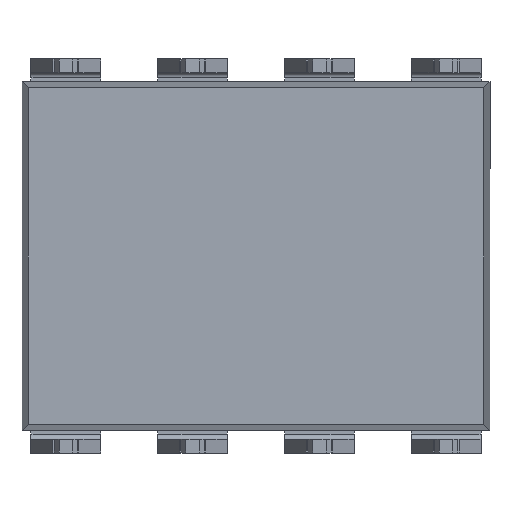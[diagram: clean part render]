
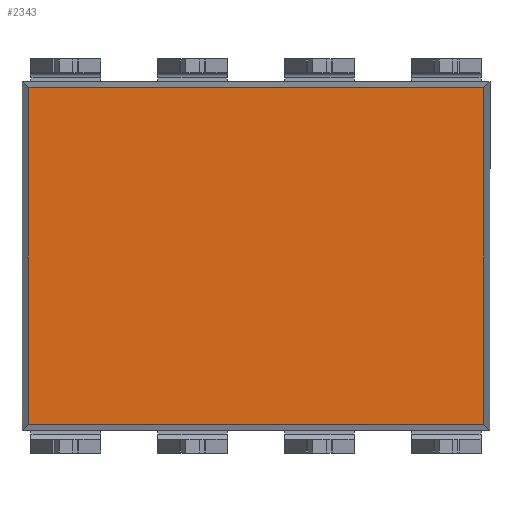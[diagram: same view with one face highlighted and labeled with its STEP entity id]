
A CAD part, front view. The second image highlights one B-rep face of the part: STEP entity #2343.
In plain terms, the highlighted planar face has unit normal (0, -1, 0).
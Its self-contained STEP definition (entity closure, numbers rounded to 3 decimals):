
#151 = CARTESIAN_POINT ( 'NONE',  ( -4.688, 0.757, -3.369 ) ) ;
#318 = ORIENTED_EDGE ( 'NONE', *, *, #5310, .T. ) ;
#381 = DIRECTION ( 'NONE',  ( 0., 0., -1. ) ) ;
#557 = LINE ( 'NONE', #2575, #3316 ) ;
#640 = CARTESIAN_POINT ( 'NONE',  ( -4.564, 0.757, 3.369 ) ) ;
#884 = DIRECTION ( 'NONE',  ( -1., 0., 0. ) ) ;
#1227 = DIRECTION ( 'NONE',  ( 0., -1., 0. ) ) ;
#1446 = VERTEX_POINT ( 'NONE', #3637 ) ;
#1815 = LINE ( 'NONE', #2661, #4885 ) ;
#1821 = EDGE_CURVE ( 'NONE', #3341, #3119, #557, .T. ) ;
#2051 = CARTESIAN_POINT ( 'NONE',  ( 0., 0.757, 0. ) ) ;
#2167 = AXIS2_PLACEMENT_3D ( 'NONE', #2051, #1227, #4719 ) ;
#2343 = ADVANCED_FACE ( 'NONE', ( #4252 ), #3838, .T. ) ;
#2496 = CARTESIAN_POINT ( 'NONE',  ( 4.564, 0.757, -3.492 ) ) ;
#2505 = VERTEX_POINT ( 'NONE', #3115 ) ;
#2575 = CARTESIAN_POINT ( 'NONE',  ( -4.564, 0.757, 3.493 ) ) ;
#2661 = CARTESIAN_POINT ( 'NONE',  ( 4.688, 0.757, 3.369 ) ) ;
#2753 = LINE ( 'NONE', #2496, #3088 ) ;
#3040 = VECTOR ( 'NONE', #3923, 1000. ) ;
#3088 = VECTOR ( 'NONE', #4208, 1000. ) ;
#3115 = CARTESIAN_POINT ( 'NONE',  ( 4.564, 0.757, 3.369 ) ) ;
#3119 = VERTEX_POINT ( 'NONE', #4279 ) ;
#3316 = VECTOR ( 'NONE', #381, 1000. ) ;
#3341 = VERTEX_POINT ( 'NONE', #640 ) ;
#3637 = CARTESIAN_POINT ( 'NONE',  ( 4.564, 0.757, -3.369 ) ) ;
#3838 = PLANE ( 'NONE',  #2167 ) ;
#3923 = DIRECTION ( 'NONE',  ( 1., 0., 0. ) ) ;
#4003 = ORIENTED_EDGE ( 'NONE', *, *, #5677, .T. ) ;
#4020 = ORIENTED_EDGE ( 'NONE', *, *, #4303, .T. ) ;
#4208 = DIRECTION ( 'NONE',  ( 0., 0., 1. ) ) ;
#4252 = FACE_OUTER_BOUND ( 'NONE', #5172, .T. ) ;
#4279 = CARTESIAN_POINT ( 'NONE',  ( -4.564, 0.757, -3.369 ) ) ;
#4303 = EDGE_CURVE ( 'NONE', #2505, #3341, #1815, .T. ) ;
#4333 = LINE ( 'NONE', #151, #3040 ) ;
#4377 = ORIENTED_EDGE ( 'NONE', *, *, #1821, .T. ) ;
#4719 = DIRECTION ( 'NONE',  ( 0., 0., -1. ) ) ;
#4885 = VECTOR ( 'NONE', #884, 1000. ) ;
#5172 = EDGE_LOOP ( 'NONE', ( #318, #4003, #4020, #4377 ) ) ;
#5310 = EDGE_CURVE ( 'NONE', #3119, #1446, #4333, .T. ) ;
#5677 = EDGE_CURVE ( 'NONE', #1446, #2505, #2753, .T. ) ;
